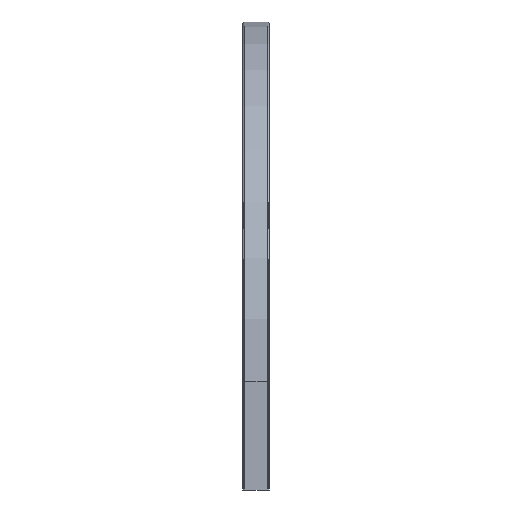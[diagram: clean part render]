
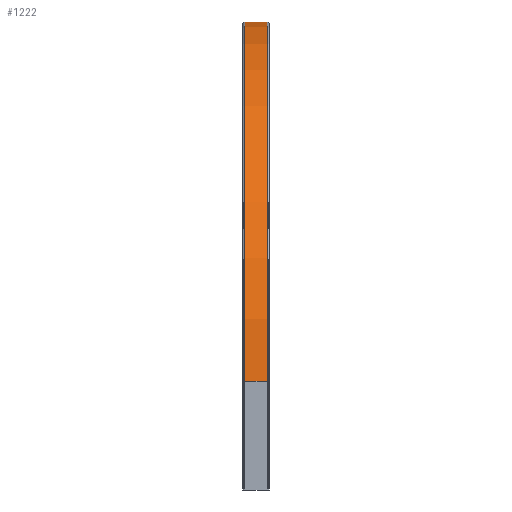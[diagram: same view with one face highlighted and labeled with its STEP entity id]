
A CAD part, left-side view. The second image highlights one B-rep face of the part: STEP entity #1222.
In plain terms, the highlighted cylindrical face has radius 827.5 mm (diameter 1655 mm), a partial arc.
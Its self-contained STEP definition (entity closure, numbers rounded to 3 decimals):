
#114=FACE_OUTER_BOUND('',#184,.T.);
#184=EDGE_LOOP('',(#1085,#1086,#1087,#1088));
#203=LINE('',#1825,#307);
#276=LINE('',#2038,#380);
#307=VECTOR('',#1425,10.);
#380=VECTOR('',#1620,10.);
#468=CIRCLE('',#1367,827.5);
#469=CIRCLE('',#1369,827.5);
#490=VERTEX_POINT('',#1816);
#493=VERTEX_POINT('',#1824);
#569=VERTEX_POINT('',#2028);
#572=VERTEX_POINT('',#2036);
#607=EDGE_CURVE('',#490,#493,#203,.T.);
#712=EDGE_CURVE('',#569,#572,#276,.T.);
#760=EDGE_CURVE('',#493,#569,#468,.T.);
#761=EDGE_CURVE('',#490,#572,#469,.T.);
#1085=ORIENTED_EDGE('',*,*,#712,.T.);
#1086=ORIENTED_EDGE('',*,*,#761,.F.);
#1087=ORIENTED_EDGE('',*,*,#607,.T.);
#1088=ORIENTED_EDGE('',*,*,#760,.T.);
#1158=CYLINDRICAL_SURFACE('',#1368,827.5);
#1222=ADVANCED_FACE('',(#114),#1158,.T.);
#1367=AXIS2_PLACEMENT_3D('',#2128,#1747,#1748);
#1368=AXIS2_PLACEMENT_3D('',#2129,#1749,#1750);
#1369=AXIS2_PLACEMENT_3D('',#2130,#1751,#1752);
#1425=DIRECTION('',(0.,-1.,0.));
#1620=DIRECTION('',(0.,1.,0.));
#1747=DIRECTION('center_axis',(0.,1.,0.));
#1748=DIRECTION('ref_axis',(-1.,0.,0.));
#1749=DIRECTION('center_axis',(0.,1.,0.));
#1750=DIRECTION('ref_axis',(-1.,0.,0.));
#1751=DIRECTION('center_axis',(0.,1.,0.));
#1752=DIRECTION('ref_axis',(-1.,0.,0.));
#1816=CARTESIAN_POINT('',(-827.5,57.,0.));
#1824=CARTESIAN_POINT('',(-827.5,5.,0.));
#1825=CARTESIAN_POINT('',(-827.5,57.,0.));
#2028=CARTESIAN_POINT('',(0.,5.,827.5));
#2036=CARTESIAN_POINT('',(0.,57.,827.5));
#2038=CARTESIAN_POINT('',(0.,57.,827.5));
#2128=CARTESIAN_POINT('Origin',(0.,5.,0.));
#2129=CARTESIAN_POINT('Origin',(0.,31.,0.));
#2130=CARTESIAN_POINT('Origin',(0.,57.,0.));
